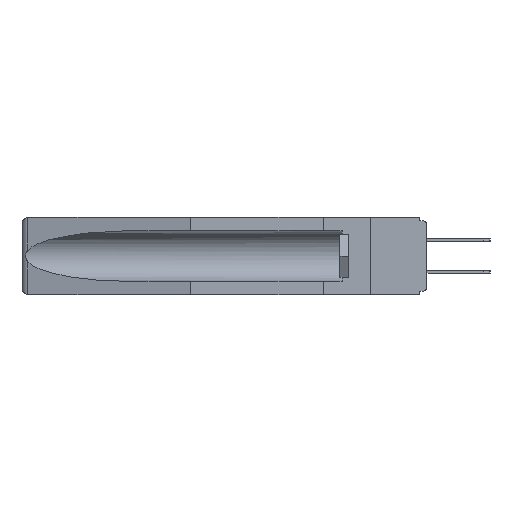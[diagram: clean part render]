
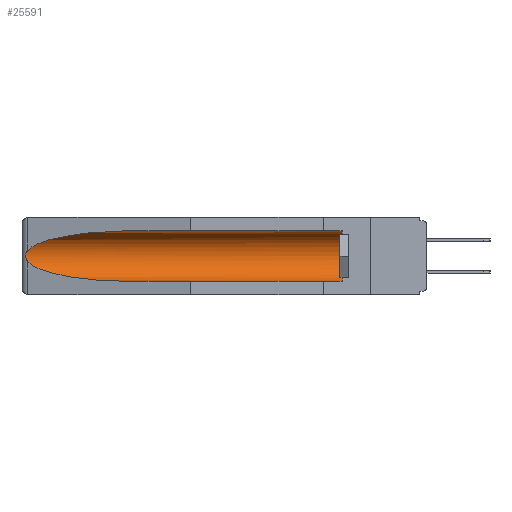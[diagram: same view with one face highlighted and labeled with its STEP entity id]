
A CAD part, left-side view. The second image highlights one B-rep face of the part: STEP entity #25591.
In plain terms, the highlighted cylindrical face has radius 2.857 mm (diameter 5.715 mm), a partial arc.
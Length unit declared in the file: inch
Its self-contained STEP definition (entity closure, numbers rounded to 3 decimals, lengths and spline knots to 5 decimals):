
#33 = CARTESIAN_POINT ( 'NONE',  ( 0.26537, 1.52718, -0.14972 ) ) ;
#334 = CARTESIAN_POINT ( 'NONE',  ( 0.2673, 1.53269, -0.17917 ) ) ;
#419 = CARTESIAN_POINT ( 'NONE',  ( 0.25451, 1.48313, -0.09465 ) ) ;
#963 = DIRECTION ( 'NONE',  ( 0., 1., 0. ) ) ;
#1880 = EDGE_CURVE ( 'NONE', #21732, #27839, #19728, .T. ) ;
#1986 = ORIENTED_EDGE ( 'NONE', *, *, #19558, .T. ) ;
#2249 = CARTESIAN_POINT ( 'NONE',  ( 0.26597, 1.52961, -0.15275 ) ) ;
#3544 = VECTOR ( 'NONE', #20920, 39.37008 ) ;
#3755 = CARTESIAN_POINT ( 'NONE',  ( 0.21114, 1.30732, -0.284 ) ) ;
#3929 = CARTESIAN_POINT ( 'NONE',  ( 0.26537, 1.52718, -0.19328 ) ) ;
#3939 = AXIS2_PLACEMENT_3D ( 'NONE', #14951, #8420, #17441 ) ;
#4225 = ORIENTED_EDGE ( 'NONE', *, *, #7078, .F. ) ;
#4239 = EDGE_CURVE ( 'NONE', #27839, #8245, #10065, .T. ) ;
#4647 = CARTESIAN_POINT ( 'NONE',  ( 0.2673, 1.5327, -0.16383 ) ) ;
#4698 = VERTEX_POINT ( 'NONE', #20492 ) ;
#6313 = VERTEX_POINT ( 'NONE', #25460 ) ;
#6819 = ORIENTED_EDGE ( 'NONE', *, *, #4239, .T. ) ;
#7078 = EDGE_CURVE ( 'NONE', #21732, #6313, #22474, .T. ) ;
#7152 = VERTEX_POINT ( 'NONE', #9370 ) ;
#8245 = VERTEX_POINT ( 'NONE', #19365 ) ;
#8420 = DIRECTION ( 'NONE',  ( 0., -1., 0. ) ) ;
#9200 = ORIENTED_EDGE ( 'NONE', *, *, #19548, .T. ) ;
#9370 = CARTESIAN_POINT ( 'NONE',  ( 0.26537, 1.52718, -0.19328 ) ) ;
#10065 = LINE ( 'NONE', #23022, #3544 ) ;
#10127 = B_SPLINE_CURVE_WITH_KNOTS ( 'NONE', 3,
 ( #33, #2249, #24563, #4647, #13705, #26720, #334, #18075, #11313, #22595 ),
 .UNSPECIFIED., .F., .F.,
 ( 4, 2, 2, 2, 4 ),
 ( 0., 0.00029, 0.00058, 0.00087, 0.00117 ),
 .UNSPECIFIED. ) ;
#11313 = CARTESIAN_POINT ( 'NONE',  ( 0.26597, 1.5296, -0.19026 ) ) ;
#11602 = CARTESIAN_POINT ( 'NONE',  ( 0.155, 0.126, -0.059 ) ) ;
#13426 = CARTESIAN_POINT ( 'NONE',  ( 0.26537, 1.52718, -0.14972 ) ) ;
#13705 = CARTESIAN_POINT ( 'NONE',  ( 0.2675, 1.53308, -0.16763 ) ) ;
#13853 = VECTOR ( 'NONE', #15988, 39.37008 ) ;
#14951 = CARTESIAN_POINT ( 'NONE',  ( 0.155, 0.126, -0.1715 ) ) ;
#15109 = CARTESIAN_POINT ( 'NONE',  ( 0.155, 0.126, -0.284 ) ) ;
#15179 = CYLINDRICAL_SURFACE ( 'NONE', #17480, 0.1125 ) ;
#15988 = DIRECTION ( 'NONE',  ( 0., 1., 0. ) ) ;
#16520 = EDGE_LOOP ( 'NONE', ( #1986, #9200, #18096, #4225, #22158, #6819 ) ) ;
#17063 =( BOUNDED_CURVE ( )  B_SPLINE_CURVE ( 3, ( #3929, #26077, #3755, #21598 ),
 .UNSPECIFIED., .F., .F. ) 
 B_SPLINE_CURVE_WITH_KNOTS ( ( 4, 4 ),
 ( 0.1948, 1.5708 ),
 .UNSPECIFIED. ) 
 CURVE ( )  GEOMETRIC_REPRESENTATION_ITEM ( )  RATIONAL_B_SPLINE_CURVE ( ( 1., 0.848, 0.848, 1. ) ) 
 REPRESENTATION_ITEM ( '' )  );
#17414 = CARTESIAN_POINT ( 'NONE',  ( 0.155, 1.07973, -0.059 ) ) ;
#17441 = DIRECTION ( 'NONE',  ( 0., 0., 1. ) ) ;
#17480 = AXIS2_PLACEMENT_3D ( 'NONE', #27744, #963, #23334 ) ;
#18075 = CARTESIAN_POINT ( 'NONE',  ( 0.26655, 1.53094, -0.18657 ) ) ;
#18096 = ORIENTED_EDGE ( 'NONE', *, *, #25730, .T. ) ;
#19365 = CARTESIAN_POINT ( 'NONE',  ( 0.155, 1.07973, -0.059 ) ) ;
#19548 = EDGE_CURVE ( 'NONE', #4698, #7152, #10127, .T. ) ;
#19558 = EDGE_CURVE ( 'NONE', #8245, #4698, #23411, .T. ) ;
#19728 = CIRCLE ( 'NONE', #3939, 0.1125 ) ;
#20197 = CARTESIAN_POINT ( 'NONE',  ( 0.21114, 1.30732, -0.059 ) ) ;
#20492 = CARTESIAN_POINT ( 'NONE',  ( 0.26537, 1.52718, -0.14972 ) ) ;
#20577 = CARTESIAN_POINT ( 'NONE',  ( 0.155, -0.30754, -0.284 ) ) ;
#20920 = DIRECTION ( 'NONE',  ( 0., 1., 0. ) ) ;
#21598 = CARTESIAN_POINT ( 'NONE',  ( 0.155, 1.07973, -0.284 ) ) ;
#21732 = VERTEX_POINT ( 'NONE', #15109 ) ;
#22158 = ORIENTED_EDGE ( 'NONE', *, *, #1880, .T. ) ;
#22474 = LINE ( 'NONE', #20577, #13853 ) ;
#22595 = CARTESIAN_POINT ( 'NONE',  ( 0.26537, 1.52718, -0.19328 ) ) ;
#23022 = CARTESIAN_POINT ( 'NONE',  ( 0.155, -0.30754, -0.059 ) ) ;
#23334 = DIRECTION ( 'NONE',  ( 0., 0., 1. ) ) ;
#23411 =( BOUNDED_CURVE ( )  B_SPLINE_CURVE ( 3, ( #17414, #20197, #419, #13426 ),
 .UNSPECIFIED., .F., .F. ) 
 B_SPLINE_CURVE_WITH_KNOTS ( ( 4, 4 ),
 ( 4.71239, 6.08839 ),
 .UNSPECIFIED. ) 
 CURVE ( )  GEOMETRIC_REPRESENTATION_ITEM ( )  RATIONAL_B_SPLINE_CURVE ( ( 1., 0.848, 0.848, 1. ) ) 
 REPRESENTATION_ITEM ( '' )  );
#24563 = CARTESIAN_POINT ( 'NONE',  ( 0.26654, 1.53092, -0.15636 ) ) ;
#25460 = CARTESIAN_POINT ( 'NONE',  ( 0.155, 1.07973, -0.284 ) ) ;
#25591 = ADVANCED_FACE ( 'NONE', ( #27973 ), #15179, .F. ) ;
#25730 = EDGE_CURVE ( 'NONE', #7152, #6313, #17063, .T. ) ;
#26077 = CARTESIAN_POINT ( 'NONE',  ( 0.25451, 1.48313, -0.24835 ) ) ;
#26720 = CARTESIAN_POINT ( 'NONE',  ( 0.2675, 1.53308, -0.17534 ) ) ;
#27744 = CARTESIAN_POINT ( 'NONE',  ( 0.155, -0.30754, -0.1715 ) ) ;
#27839 = VERTEX_POINT ( 'NONE', #11602 ) ;
#27973 = FACE_OUTER_BOUND ( 'NONE', #16520, .T. ) ;
